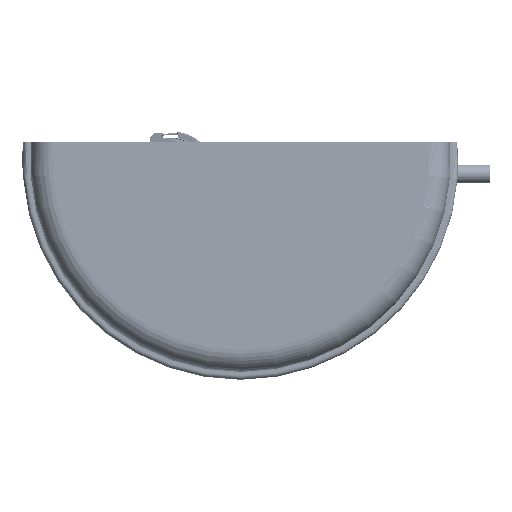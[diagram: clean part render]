
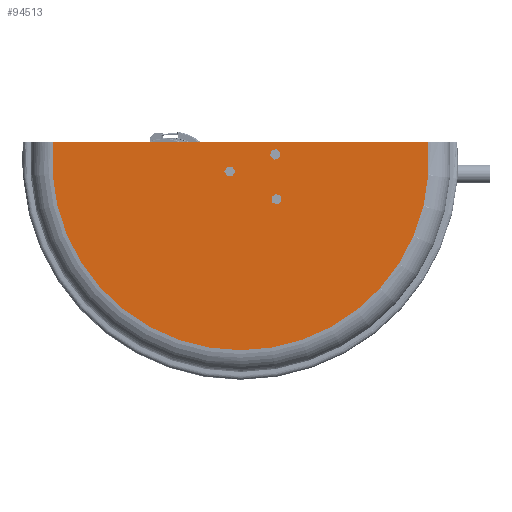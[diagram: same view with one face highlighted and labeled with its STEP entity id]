
A CAD part, front view. The second image highlights one B-rep face of the part: STEP entity #94513.
In plain terms, the highlighted planar face has unit normal (0, -1, 0).
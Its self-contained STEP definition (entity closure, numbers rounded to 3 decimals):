
#112 = ORIENTED_EDGE ( 'NONE', *, *, #77518, .T. ) ;
#5688 = AXIS2_PLACEMENT_3D ( 'NONE', #85095, #97556, #17825 ) ;
#10998 = LINE ( 'NONE', #79897, #112029 ) ;
#12267 = EDGE_LOOP ( 'NONE', ( #102516, #112, #21413 ) ) ;
#12325 = EDGE_CURVE ( 'NONE', #54973, #29856, #10998, .T. ) ;
#15596 = PLANE ( 'NONE',  #5688 ) ;
#17199 = CIRCLE ( 'NONE', #49951, 483.5 ) ;
#17825 = DIRECTION ( 'NONE',  ( 0., 0., -1. ) ) ;
#20378 = CARTESIAN_POINT ( 'NONE',  ( 0., -6., -483.5 ) ) ;
#21413 = ORIENTED_EDGE ( 'NONE', *, *, #91555, .T. ) ;
#29142 = DIRECTION ( 'NONE',  ( 0., 0., -1. ) ) ;
#29856 = VERTEX_POINT ( 'NONE', #75527 ) ;
#31842 = AXIS2_PLACEMENT_3D ( 'NONE', #37119, #64481, #29142 ) ;
#36015 = DIRECTION ( 'NONE',  ( 1., 0., 0. ) ) ;
#37119 = CARTESIAN_POINT ( 'NONE',  ( 0., -6., 0. ) ) ;
#42786 = CARTESIAN_POINT ( 'NONE',  ( -480.908, -6., 50. ) ) ;
#49951 = AXIS2_PLACEMENT_3D ( 'NONE', #54388, #106844, #63512 ) ;
#54388 = CARTESIAN_POINT ( 'NONE',  ( 0., -6., 0. ) ) ;
#54973 = VERTEX_POINT ( 'NONE', #42786 ) ;
#63512 = DIRECTION ( 'NONE',  ( 0., 0., -1. ) ) ;
#64481 = DIRECTION ( 'NONE',  ( 0., -1., 0. ) ) ;
#67451 = VERTEX_POINT ( 'NONE', #20378 ) ;
#75527 = CARTESIAN_POINT ( 'NONE',  ( 480.908, -6., 50. ) ) ;
#77518 = EDGE_CURVE ( 'NONE', #54973, #67451, #17199, .T. ) ;
#79897 = CARTESIAN_POINT ( 'NONE',  ( 0., -6., 50. ) ) ;
#85095 = CARTESIAN_POINT ( 'NONE',  ( 0., -6., 0. ) ) ;
#91555 = EDGE_CURVE ( 'NONE', #67451, #29856, #91891, .T. ) ;
#91891 = CIRCLE ( 'NONE', #31842, 483.5 ) ;
#93629 = FACE_OUTER_BOUND ( 'NONE', #12267, .T. ) ;
#94513 = ADVANCED_FACE ( 'NONE', ( #93629 ), #15596, .T. ) ;
#97556 = DIRECTION ( 'NONE',  ( 0., -1., 0. ) ) ;
#102516 = ORIENTED_EDGE ( 'NONE', *, *, #12325, .F. ) ;
#106844 = DIRECTION ( 'NONE',  ( 0., -1., 0. ) ) ;
#112029 = VECTOR ( 'NONE', #36015, 1000. ) ;
